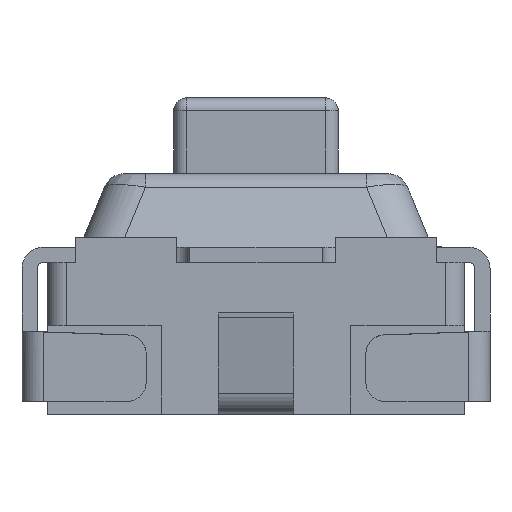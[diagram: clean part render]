
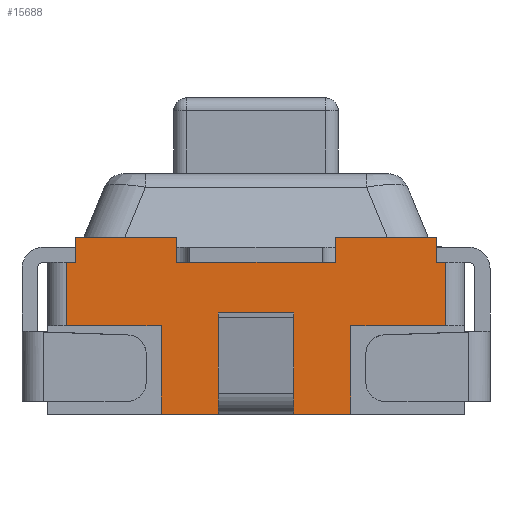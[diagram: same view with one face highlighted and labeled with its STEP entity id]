
A CAD part, left-side view. The second image highlights one B-rep face of the part: STEP entity #15688.
In plain terms, the highlighted planar face has unit normal (-1, 0, 0).
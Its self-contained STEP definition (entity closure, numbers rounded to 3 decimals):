
#15688 = ADVANCED_FACE('',(#15689),#15851,.F.);
#15689 = FACE_BOUND('',#15690,.F.);
#15690 = EDGE_LOOP('',(#15691,#15701,#15709,#15717,#15725,#15733,#15741,
    #15749,#15757,#15765,#15773,#15781,#15789,#15797,#15805,#15813,
    #15821,#15829,#15837,#15845));
#15691 = ORIENTED_EDGE('',*,*,#15692,.T.);
#15692 = EDGE_CURVE('',#15693,#15695,#15697,.T.);
#15693 = VERTEX_POINT('',#15694);
#15694 = CARTESIAN_POINT('',(2419.182,678.516,0.9));
#15695 = VERTEX_POINT('',#15696);
#15696 = CARTESIAN_POINT('',(2419.182,678.516,
    0.4));
#15697 = LINE('',#15698,#15699);
#15698 = CARTESIAN_POINT('',(2419.182,678.516,
    0.9));
#15699 = VECTOR('',#15700,1.);
#15700 = DIRECTION('',(0.,0.,-1.));
#15701 = ORIENTED_EDGE('',*,*,#15702,.T.);
#15702 = EDGE_CURVE('',#15695,#15703,#15705,.T.);
#15703 = VERTEX_POINT('',#15704);
#15704 = CARTESIAN_POINT('',(2419.182,679.266,
    0.4));
#15705 = LINE('',#15706,#15707);
#15706 = CARTESIAN_POINT('',(2419.182,678.516,
    0.4));
#15707 = VECTOR('',#15708,1.);
#15708 = DIRECTION('',(0.,1.,0.));
#15709 = ORIENTED_EDGE('',*,*,#15710,.T.);
#15710 = EDGE_CURVE('',#15703,#15711,#15713,.T.);
#15711 = VERTEX_POINT('',#15712);
#15712 = CARTESIAN_POINT('',(2419.182,679.266,
    -0.3));
#15713 = LINE('',#15714,#15715);
#15714 = CARTESIAN_POINT('',(2419.182,679.266,
    0.4));
#15715 = VECTOR('',#15716,1.);
#15716 = DIRECTION('',(0.,0.,-1.));
#15717 = ORIENTED_EDGE('',*,*,#15718,.T.);
#15718 = EDGE_CURVE('',#15711,#15719,#15721,.T.);
#15719 = VERTEX_POINT('',#15720);
#15720 = CARTESIAN_POINT('',(2419.182,679.716,
    -0.3));
#15721 = LINE('',#15722,#15723);
#15722 = CARTESIAN_POINT('',(2419.182,680.016,-0.3));
#15723 = VECTOR('',#15724,1.);
#15724 = DIRECTION('',(0.,1.,-0.));
#15725 = ORIENTED_EDGE('',*,*,#15726,.T.);
#15726 = EDGE_CURVE('',#15719,#15727,#15729,.T.);
#15727 = VERTEX_POINT('',#15728);
#15728 = CARTESIAN_POINT('',(2419.182,679.716,
    -0.1));
#15729 = LINE('',#15730,#15731);
#15730 = CARTESIAN_POINT('',(2419.182,679.716,
    -0.3));
#15731 = VECTOR('',#15732,1.);
#15732 = DIRECTION('',(0.,0.,1.));
#15733 = ORIENTED_EDGE('',*,*,#15734,.T.);
#15734 = EDGE_CURVE('',#15727,#15735,#15737,.T.);
#15735 = VERTEX_POINT('',#15736);
#15736 = CARTESIAN_POINT('',(2419.182,680.316,
    -0.1));
#15737 = LINE('',#15738,#15739);
#15738 = CARTESIAN_POINT('',(2419.182,679.716,
    -0.1));
#15739 = VECTOR('',#15740,1.);
#15740 = DIRECTION('',(0.,1.,0.));
#15741 = ORIENTED_EDGE('',*,*,#15742,.F.);
#15742 = EDGE_CURVE('',#15743,#15735,#15745,.T.);
#15743 = VERTEX_POINT('',#15744);
#15744 = CARTESIAN_POINT('',(2419.182,680.316,
    -0.3));
#15745 = LINE('',#15746,#15747);
#15746 = CARTESIAN_POINT('',(2419.182,680.316,
    -0.3));
#15747 = VECTOR('',#15748,1.);
#15748 = DIRECTION('',(0.,0.,1.));
#15749 = ORIENTED_EDGE('',*,*,#15750,.T.);
#15750 = EDGE_CURVE('',#15743,#15751,#15753,.T.);
#15751 = VERTEX_POINT('',#15752);
#15752 = CARTESIAN_POINT('',(2419.182,680.766,
    -0.3));
#15753 = LINE('',#15754,#15755);
#15754 = CARTESIAN_POINT('',(2419.182,680.016,-0.3));
#15755 = VECTOR('',#15756,1.);
#15756 = DIRECTION('',(0.,1.,-0.));
#15757 = ORIENTED_EDGE('',*,*,#15758,.T.);
#15758 = EDGE_CURVE('',#15751,#15759,#15761,.T.);
#15759 = VERTEX_POINT('',#15760);
#15760 = CARTESIAN_POINT('',(2419.182,680.766,
    0.4));
#15761 = LINE('',#15762,#15763);
#15762 = CARTESIAN_POINT('',(2419.182,680.766,
    -0.3));
#15763 = VECTOR('',#15764,1.);
#15764 = DIRECTION('',(0.,0.,1.));
#15765 = ORIENTED_EDGE('',*,*,#15766,.T.);
#15766 = EDGE_CURVE('',#15759,#15767,#15769,.T.);
#15767 = VERTEX_POINT('',#15768);
#15768 = CARTESIAN_POINT('',(2419.182,681.516,
    0.4));
#15769 = LINE('',#15770,#15771);
#15770 = CARTESIAN_POINT('',(2419.182,680.766,
    0.4));
#15771 = VECTOR('',#15772,1.);
#15772 = DIRECTION('',(0.,1.,0.));
#15773 = ORIENTED_EDGE('',*,*,#15774,.F.);
#15774 = EDGE_CURVE('',#15775,#15767,#15777,.T.);
#15775 = VERTEX_POINT('',#15776);
#15776 = CARTESIAN_POINT('',(2419.182,681.516,0.9));
#15777 = LINE('',#15778,#15779);
#15778 = CARTESIAN_POINT('',(2419.182,681.516,
    0.9));
#15779 = VECTOR('',#15780,1.);
#15780 = DIRECTION('',(0.,0.,-1.));
#15781 = ORIENTED_EDGE('',*,*,#15782,.F.);
#15782 = EDGE_CURVE('',#15783,#15775,#15785,.T.);
#15783 = VERTEX_POINT('',#15784);
#15784 = CARTESIAN_POINT('',(2419.182,681.441,0.9));
#15785 = LINE('',#15786,#15787);
#15786 = CARTESIAN_POINT('',(2419.182,681.441,
    0.9));
#15787 = VECTOR('',#15788,1.);
#15788 = DIRECTION('',(0.,1.,0.));
#15789 = ORIENTED_EDGE('',*,*,#15790,.F.);
#15790 = EDGE_CURVE('',#15791,#15783,#15793,.T.);
#15791 = VERTEX_POINT('',#15792);
#15792 = CARTESIAN_POINT('',(2419.182,681.441,1.1));
#15793 = LINE('',#15794,#15795);
#15794 = CARTESIAN_POINT('',(2419.182,681.441,
    1.1));
#15795 = VECTOR('',#15796,1.);
#15796 = DIRECTION('',(0.,0.,-1.));
#15797 = ORIENTED_EDGE('',*,*,#15798,.F.);
#15798 = EDGE_CURVE('',#15799,#15791,#15801,.T.);
#15799 = VERTEX_POINT('',#15800);
#15800 = CARTESIAN_POINT('',(2419.182,680.641,1.1));
#15801 = LINE('',#15802,#15803);
#15802 = CARTESIAN_POINT('',(2419.182,680.641,
    1.1));
#15803 = VECTOR('',#15804,1.);
#15804 = DIRECTION('',(0.,1.,0.));
#15805 = ORIENTED_EDGE('',*,*,#15806,.F.);
#15806 = EDGE_CURVE('',#15807,#15799,#15809,.T.);
#15807 = VERTEX_POINT('',#15808);
#15808 = CARTESIAN_POINT('',(2419.182,680.641,0.9));
#15809 = LINE('',#15810,#15811);
#15810 = CARTESIAN_POINT('',(2419.182,680.641,
    0.9));
#15811 = VECTOR('',#15812,1.);
#15812 = DIRECTION('',(0.,0.,1.));
#15813 = ORIENTED_EDGE('',*,*,#15814,.T.);
#15814 = EDGE_CURVE('',#15807,#15815,#15817,.T.);
#15815 = VERTEX_POINT('',#15816);
#15816 = CARTESIAN_POINT('',(2419.182,679.391,0.9));
#15817 = LINE('',#15818,#15819);
#15818 = CARTESIAN_POINT('',(2419.182,680.641,
    0.9));
#15819 = VECTOR('',#15820,1.);
#15820 = DIRECTION('',(0.,-1.,0.));
#15821 = ORIENTED_EDGE('',*,*,#15822,.F.);
#15822 = EDGE_CURVE('',#15823,#15815,#15825,.T.);
#15823 = VERTEX_POINT('',#15824);
#15824 = CARTESIAN_POINT('',(2419.182,679.391,1.1));
#15825 = LINE('',#15826,#15827);
#15826 = CARTESIAN_POINT('',(2419.182,679.391,
    1.1));
#15827 = VECTOR('',#15828,1.);
#15828 = DIRECTION('',(0.,0.,-1.));
#15829 = ORIENTED_EDGE('',*,*,#15830,.F.);
#15830 = EDGE_CURVE('',#15831,#15823,#15833,.T.);
#15831 = VERTEX_POINT('',#15832);
#15832 = CARTESIAN_POINT('',(2419.182,678.591,1.1));
#15833 = LINE('',#15834,#15835);
#15834 = CARTESIAN_POINT('',(2419.182,678.591,
    1.1));
#15835 = VECTOR('',#15836,1.);
#15836 = DIRECTION('',(0.,1.,0.));
#15837 = ORIENTED_EDGE('',*,*,#15838,.F.);
#15838 = EDGE_CURVE('',#15839,#15831,#15841,.T.);
#15839 = VERTEX_POINT('',#15840);
#15840 = CARTESIAN_POINT('',(2419.182,678.591,0.9));
#15841 = LINE('',#15842,#15843);
#15842 = CARTESIAN_POINT('',(2419.182,678.591,
    0.9));
#15843 = VECTOR('',#15844,1.);
#15844 = DIRECTION('',(0.,0.,1.));
#15845 = ORIENTED_EDGE('',*,*,#15846,.F.);
#15846 = EDGE_CURVE('',#15693,#15839,#15847,.T.);
#15847 = LINE('',#15848,#15849);
#15848 = CARTESIAN_POINT('',(2419.182,678.516,
    0.9));
#15849 = VECTOR('',#15850,1.);
#15850 = DIRECTION('',(0.,1.,0.));
#15851 = PLANE('',#15852);
#15852 = AXIS2_PLACEMENT_3D('',#15853,#15854,#15855);
#15853 = CARTESIAN_POINT('',(2419.182,680.016,0.55));
#15854 = DIRECTION('',(1.,0.,0.));
#15855 = DIRECTION('',(0.,1.,-0.));
